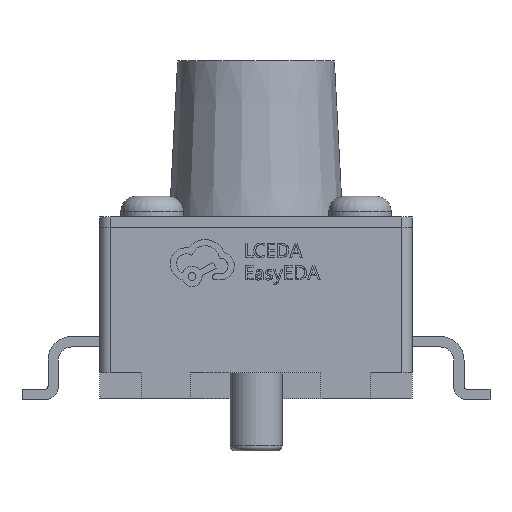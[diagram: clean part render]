
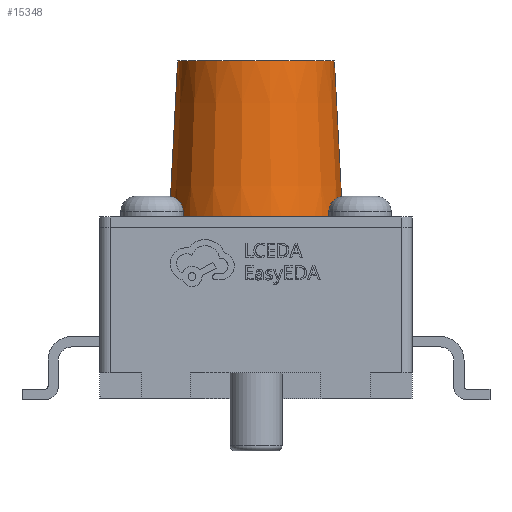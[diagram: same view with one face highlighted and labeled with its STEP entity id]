
A CAD part, front view. The second image highlights one B-rep face of the part: STEP entity #15348.
In plain terms, the highlighted conical face has half-angle 3 degrees and reference radius 1.675 mm.
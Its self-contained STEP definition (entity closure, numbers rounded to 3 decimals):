
#82 = DIRECTION ( 'NONE',  ( 0., 0., -1. ) ) ;
#190 = EDGE_CURVE ( 'NONE', #3664, #16766, #10507, .T. ) ;
#263 = ORIENTED_EDGE ( 'NONE', *, *, #13884, .T. ) ;
#1204 = LINE ( 'NONE', #6502, #7573 ) ;
#1274 = DIRECTION ( 'NONE',  ( 1., 0., 0. ) ) ;
#2484 = DIRECTION ( 'NONE',  ( -0.052, 0., -0.999 ) ) ;
#3329 = DIRECTION ( 'NONE',  ( 1., 0., 0. ) ) ;
#3659 = EDGE_LOOP ( 'NONE', ( #5782, #263, #12598, #8426 ) ) ;
#3664 = VERTEX_POINT ( 'NONE', #16022 ) ;
#5439 = DIRECTION ( 'NONE',  ( 0.052, 0., -0.999 ) ) ;
#5782 = ORIENTED_EDGE ( 'NONE', *, *, #8505, .T. ) ;
#6151 = AXIS2_PLACEMENT_3D ( 'NONE', #12157, #9868, #3329 ) ;
#6339 = EDGE_CURVE ( 'NONE', #8731, #16766, #8025, .T. ) ;
#6502 = CARTESIAN_POINT ( 'NONE',  ( -1.675, 0., 3.3 ) ) ;
#7191 = VECTOR ( 'NONE', #5439, 1000. ) ;
#7573 = VECTOR ( 'NONE', #2484, 1000. ) ;
#7856 = CARTESIAN_POINT ( 'NONE',  ( 0., 0., 3.3 ) ) ;
#8025 = LINE ( 'NONE', #13188, #7191 ) ;
#8426 = ORIENTED_EDGE ( 'NONE', *, *, #6339, .F. ) ;
#8505 = EDGE_CURVE ( 'NONE', #8731, #13417, #8993, .T. ) ;
#8731 = VERTEX_POINT ( 'NONE', #9618 ) ;
#8993 = CIRCLE ( 'NONE', #14929, 1.507 ) ;
#9618 = CARTESIAN_POINT ( 'NONE',  ( 1.507, 0., 6.5 ) ) ;
#9868 = DIRECTION ( 'NONE',  ( 0., 0., 1. ) ) ;
#10137 = DIRECTION ( 'NONE',  ( -1., 0., 0. ) ) ;
#10507 = CIRCLE ( 'NONE', #6151, 1.675 ) ;
#11198 = CONICAL_SURFACE ( 'NONE', #15496, 1.675, 0.052 ) ;
#12157 = CARTESIAN_POINT ( 'NONE',  ( 0., 0., 3.3 ) ) ;
#12598 = ORIENTED_EDGE ( 'NONE', *, *, #190, .T. ) ;
#13188 = CARTESIAN_POINT ( 'NONE',  ( 1.675, 0., 3.3 ) ) ;
#13234 = CARTESIAN_POINT ( 'NONE',  ( 1.675, 0., 3.3 ) ) ;
#13417 = VERTEX_POINT ( 'NONE', #13984 ) ;
#13884 = EDGE_CURVE ( 'NONE', #13417, #3664, #1204, .T. ) ;
#13984 = CARTESIAN_POINT ( 'NONE',  ( -1.507, 0., 6.5 ) ) ;
#14219 = FACE_OUTER_BOUND ( 'NONE', #3659, .T. ) ;
#14929 = AXIS2_PLACEMENT_3D ( 'NONE', #16502, #16252, #10137 ) ;
#15348 = ADVANCED_FACE ( 'NONE', ( #14219 ), #11198, .T. ) ;
#15496 = AXIS2_PLACEMENT_3D ( 'NONE', #7856, #82, #1274 ) ;
#16022 = CARTESIAN_POINT ( 'NONE',  ( -1.675, 0., 3.3 ) ) ;
#16252 = DIRECTION ( 'NONE',  ( 0., 0., -1. ) ) ;
#16502 = CARTESIAN_POINT ( 'NONE',  ( 0., 0., 6.5 ) ) ;
#16766 = VERTEX_POINT ( 'NONE', #13234 ) ;
